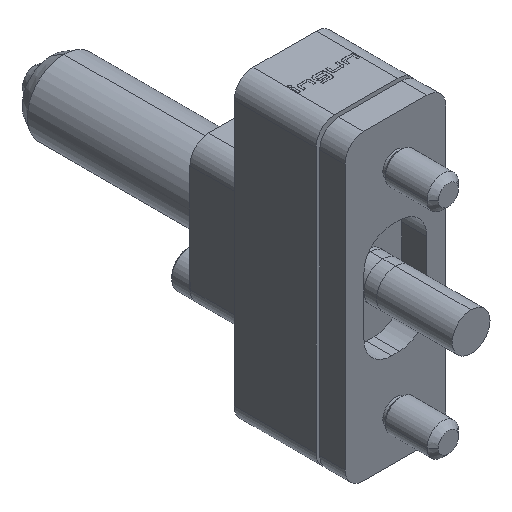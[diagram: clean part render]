
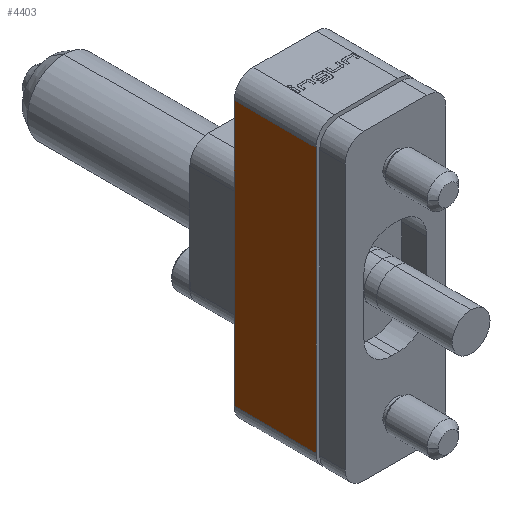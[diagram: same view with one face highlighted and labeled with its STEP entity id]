
A CAD part, isometric view. The second image highlights one B-rep face of the part: STEP entity #4403.
In plain terms, the highlighted planar face has unit normal (-1, 0, 0).
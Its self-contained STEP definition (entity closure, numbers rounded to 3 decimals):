
#1125 = VERTEX_POINT ( 'NONE', #14113 ) ;
#1737 = CARTESIAN_POINT ( 'NONE',  ( -4., 6.5, -10.5 ) ) ;
#1831 = DIRECTION ( 'NONE',  ( 0., 0., 1. ) ) ;
#1983 = LINE ( 'NONE', #3535, #4563 ) ;
#2178 = EDGE_CURVE ( 'Defeature ausgef�hrt2_7+Defeature ausgef�hrt2_13+Defeature ausgef�hrt2_2+Defeature ausgef�hrt2_9', #9226, #15414, #8731, .T. ) ;
#2397 = DIRECTION ( 'NONE',  ( 0., 0., 1. ) ) ;
#2454 = CARTESIAN_POINT ( 'NONE',  ( -4., 6.5, 4.25 ) ) ;
#2975 = VERTEX_POINT ( 'NONE', #2454 ) ;
#3172 = DIRECTION ( 'NONE',  ( 0., 0., -1. ) ) ;
#3283 = VECTOR ( 'NONE', #1831, 1000. ) ;
#3331 = VERTEX_POINT ( 'NONE', #14651 ) ;
#3529 = LINE ( 'NONE', #4829, #10344 ) ;
#3535 = CARTESIAN_POINT ( 'NONE',  ( -4., 6.5, 0. ) ) ;
#3882 = DIRECTION ( 'NONE',  ( 0., -1., 0. ) ) ;
#3992 = ORIENTED_EDGE ( 'NONE', *, *, #16512, .T. ) ;
#4403 = ADVANCED_FACE ( 'Defeature ausgef�hrt2_7', ( #6474 ), #9578, .F. ) ;
#4563 = VECTOR ( 'NONE', #3172, 1000. ) ;
#4829 = CARTESIAN_POINT ( 'NONE',  ( -4., 6.5, 10.5 ) ) ;
#5640 = VERTEX_POINT ( 'NONE', #12719 ) ;
#5675 = ORIENTED_EDGE ( 'NONE', *, *, #2178, .T. ) ;
#6215 = VECTOR ( 'NONE', #11760, 1000. ) ;
#6286 = LINE ( 'NONE', #6645, #15682 ) ;
#6438 = EDGE_CURVE ( 'Defeature ausgef�hrt2_7+Defeature ausgef�hrt2_9+Defeature ausgef�hrt2_13+Defeature ausgef�hrt2_11', #15414, #1125, #6286, .T. ) ;
#6474 = FACE_OUTER_BOUND ( 'NONE', #11660, .T. ) ;
#6645 = CARTESIAN_POINT ( 'NONE',  ( -4., 0., 12. ) ) ;
#7231 = EDGE_CURVE ( 'Defeature ausgef�hrt2_7+Defeature ausgef�hrt2_149+Defeature ausgef�hrt2_3+Defeature ausgef�hrt2_2', #2975, #3331, #1983, .T. ) ;
#7367 = DIRECTION ( 'NONE',  ( 0., -1., 0. ) ) ;
#7450 = CARTESIAN_POINT ( 'NONE',  ( -4., 6.5, 12. ) ) ;
#8050 = CARTESIAN_POINT ( 'NONE',  ( -4., 6.5, -10.5 ) ) ;
#8100 = ORIENTED_EDGE ( 'NONE', *, *, #7231, .T. ) ;
#8213 = ORIENTED_EDGE ( 'NONE', *, *, #13864, .F. ) ;
#8257 = ORIENTED_EDGE ( 'NONE', *, *, #6438, .T. ) ;
#8731 = LINE ( 'NONE', #1737, #14011 ) ;
#8819 = LINE ( 'NONE', #14410, #3283 ) ;
#9226 = VERTEX_POINT ( 'NONE', #8050 ) ;
#9578 = PLANE ( 'NONE',  #12979 ) ;
#10344 = VECTOR ( 'NONE', #10692, 1000. ) ;
#10506 = ORIENTED_EDGE ( 'NONE', *, *, #15982, .F. ) ;
#10692 = DIRECTION ( 'NONE',  ( 0., 1., 0. ) ) ;
#11377 = LINE ( 'NONE', #7450, #6215 ) ;
#11660 = EDGE_LOOP ( 'NONE', ( #8257, #3992, #8213, #8100, #10506, #5675 ) ) ;
#11760 = DIRECTION ( 'NONE',  ( 0., 0., 1. ) ) ;
#12330 = DIRECTION ( 'NONE',  ( 1., 0., 0. ) ) ;
#12719 = CARTESIAN_POINT ( 'NONE',  ( -4., 6.5, 10.5 ) ) ;
#12979 = AXIS2_PLACEMENT_3D ( 'NONE', #17738, #12330, #3882 ) ;
#13864 = EDGE_CURVE ( 'Defeature ausgef�hrt2_3+Defeature ausgef�hrt2_7+Defeature ausgef�hrt2_145+Defeature ausgef�hrt2_11', #2975, #5640, #11377, .T. ) ;
#14011 = VECTOR ( 'NONE', #7367, 1000. ) ;
#14113 = CARTESIAN_POINT ( 'NONE',  ( -4., 0., 10.5 ) ) ;
#14410 = CARTESIAN_POINT ( 'NONE',  ( -4., 6.5, 12. ) ) ;
#14651 = CARTESIAN_POINT ( 'NONE',  ( -4., 6.5, -4.25 ) ) ;
#15414 = VERTEX_POINT ( 'NONE', #15716 ) ;
#15682 = VECTOR ( 'NONE', #2397, 1000. ) ;
#15716 = CARTESIAN_POINT ( 'NONE',  ( -4., 0., -10.5 ) ) ;
#15982 = EDGE_CURVE ( 'Defeature ausgef�hrt2_2+Defeature ausgef�hrt2_7+Defeature ausgef�hrt2_13+Defeature ausgef�hrt2_147', #9226, #3331, #8819, .T. ) ;
#16512 = EDGE_CURVE ( 'Defeature ausgef�hrt2_7+Defeature ausgef�hrt2_11+Defeature ausgef�hrt2_9+Defeature ausgef�hrt2_3', #1125, #5640, #3529, .T. ) ;
#17738 = CARTESIAN_POINT ( 'NONE',  ( -4., 6.5, 12. ) ) ;
